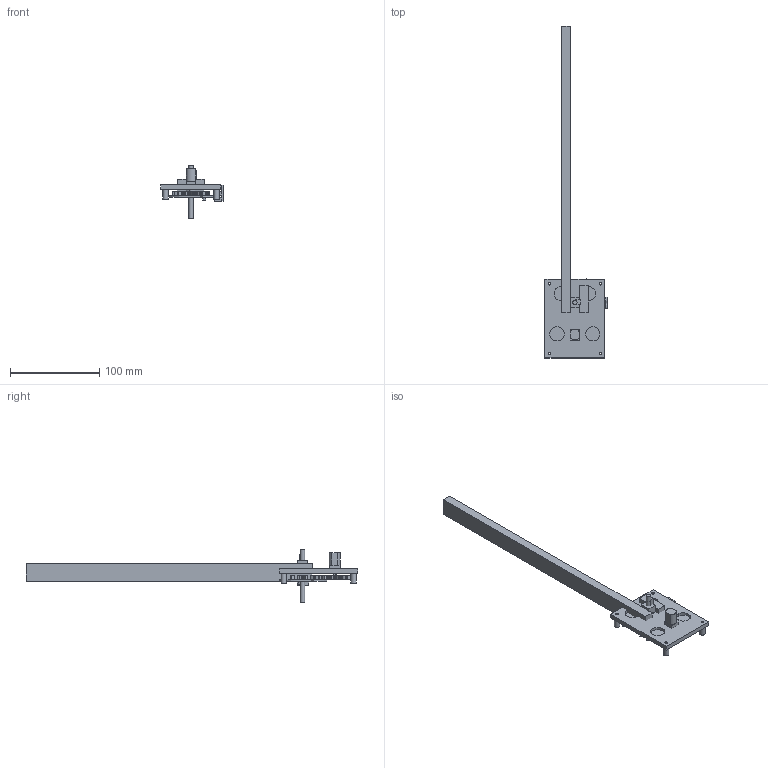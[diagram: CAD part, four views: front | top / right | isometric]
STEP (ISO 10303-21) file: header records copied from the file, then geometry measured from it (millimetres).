
FILE_DESCRIPTION(('FreeCAD Model'),'2;1');
FILE_NAME('zusammenbau.step', '2016-05-26T22:36:17',('Author'),(''), 'Open CASCADE STEP processor 6.8','FreeCAD','Unknown');
FILE_SCHEMA(('AUTOMOTIVE_DESIGN_CC2 { 1 2 10303 214 -1 1 5 4 }'));
Length unit declared in the file: millimetre
Products named in the file (27): ASSEMBLY; Diode_1; Diode_2; Pocket009; Sechskant_Innenloch_Scheibe; Pocket; Aussenteil001; Würfel001; Gewindestange; Grundplatte; Aussenteil; Motorblock; Würfel; Getriebe; Zylinder; Achse; Würfel002; Befestigungsloch+; Cut004; Cut; Zahnrad_Motor; Cut003; Cut002; Motor; Fusion; Zahnrad_mit_Zaehlscheibe; Connect
Assembly tree (26 placements, depth 2):
  ASSEMBLY
    Diode_1
    Diode_2
    Pocket009
    Sechskant_Innenloch_Scheibe
    Pocket
    Aussenteil001
    Würfel001
    Gewindestange
    Grundplatte
    Aussenteil
    Motorblock
    Würfel
    Getriebe
    Zylinder
    Achse
    Würfel002
    Befestigungsloch+
    Cut004
    Cut
    Zahnrad_Motor
    Cut003
    Cut002
    Motor
    Fusion
    Zahnrad_mit_Zaehlscheibe
    Connect
Bounding box: 69.5 x 371 x 60 mm (x, y, z)
Volume: 135329.4 mm3; surface area: 64063.7 mm2
Topology: 26 solids, 26 shells, 705 faces, 1881 edges, 1241 vertices
Faces by surface type: plane 309, cylinder 224, extrusion 172
Full cylindrical faces by diameter (mm): 1 x2, 3 x12, 5 x3, 6 x4, 12 x1, 14 x1, 16 x4
Entity records: 48758 total; most frequent: CARTESIAN_POINT 11726, DIRECTION 6283, VECTOR 4034, LINE 3862, ORIENTED_EDGE 3762, PCURVE 3762, DEFINITIONAL_REPRESENTATION 3762, EDGE_CURVE 1881
